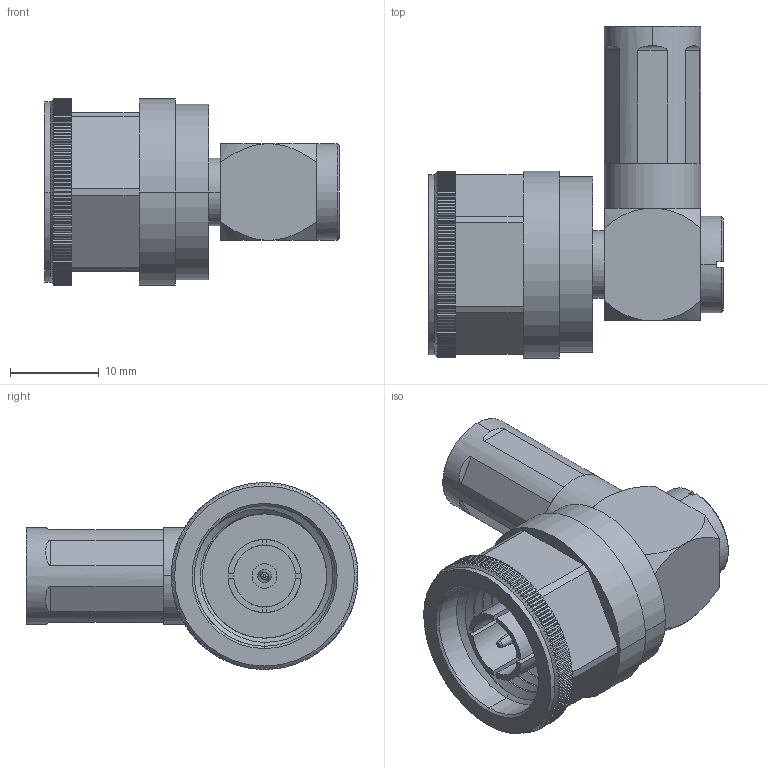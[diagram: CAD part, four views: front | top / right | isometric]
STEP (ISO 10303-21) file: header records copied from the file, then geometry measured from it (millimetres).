
FILE_DESCRIPTION (( 'STEP AP214' ), '1' );
FILE_NAME ('FMCN5282_3D.step', '2024-10-10T23:12:10', ( '' ), ( '' ), 'SwSTEP 2.0', 'SolidWorks 2022', '' );
FILE_SCHEMA (( 'AUTOMOTIVE_DESIGN' ));
Length unit declared in the file: inch
Products named in the file (1): FMCN5282_3D
Bounding box: 33.27 x 37.47 x 21.08 mm (x, y, z)
Volume: 6731.3 mm3; surface area: 6290.6 mm2
Topology: 7 solids, 7 shells, 1842 faces, 4337 edges, 2516 vertices
Faces by surface type: bspline 963, plane 454, cylinder 400, cone 23, torus 2
Entity records: 67577 total; most frequent: CARTESIAN_POINT 36951, ORIENTED_EDGE 8674, EDGE_CURVE 4337, DIRECTION 3785, VERTEX_POINT 2516, EDGE_LOOP 1855, ADVANCED_FACE 1842, FACE_OUTER_BOUND 1842
